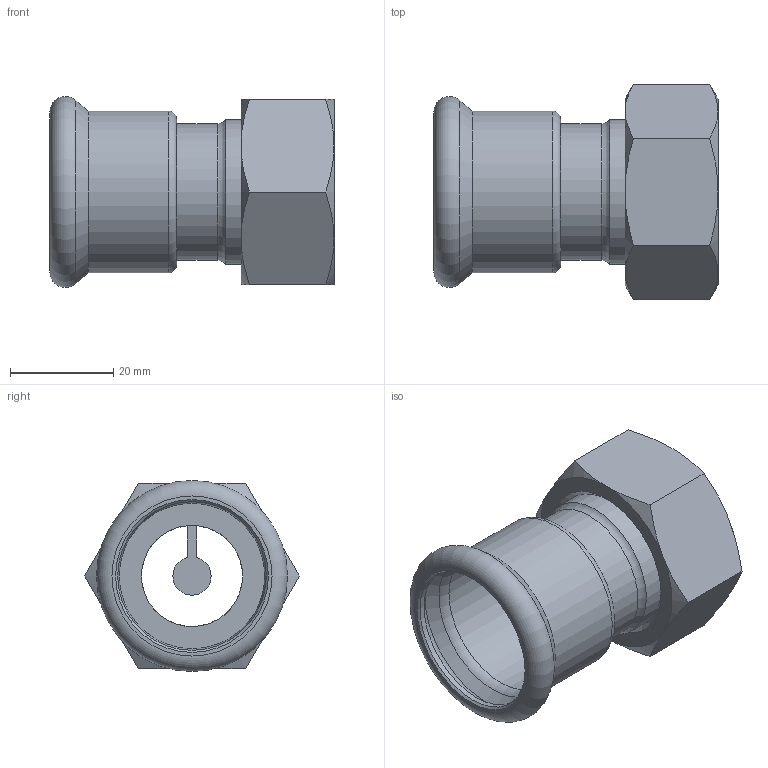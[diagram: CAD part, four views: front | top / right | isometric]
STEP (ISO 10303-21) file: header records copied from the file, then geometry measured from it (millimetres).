
FILE_DESCRIPTION(/* description */ (''),/* implementation_level */ '2;1');
FILE_NAME(/* name */ '35046.stp',/* time_stamp */ '2014-04-01T20:47:34+02:00',/* author */ ('bruh'),/* organization */ (''),/* preprocessor_version */ 'ST-DEVELOPER v15.2',/* originating_system */ 'Autodesk Inventor 2014',/* authorisation */ '');
FILE_SCHEMA (('AUTOMOTIVE_DESIGN { 1 0 10303 214 3 1 1 }'));
Length unit declared in the file: millimetre
Products named in the file (4): 102325; 101136; 400785; 35046
Bounding box: 55 x 41.57 x 36.99 mm (x, y, z)
Volume: 17392.2 mm3; surface area: 14015.7 mm2
Topology: 2 solids, 2 shells, 50 faces, 107 edges, 64 vertices
Faces by surface type: cone 18, plane 16, cylinder 10, torus 6
Full cylindrical faces by diameter (mm): 19.6 x1, 26.5 x1, 28 x2, 28.1 x1, 28.2 x1, 28.8 x1, 30.291 x1, 31.3 x1
Entity records: 1284 total; most frequent: CARTESIAN_POINT 243, DIRECTION 212, ORIENTED_EDGE 160, AXIS2_PLACEMENT_3D 99, EDGE_CURVE 80, EDGE_LOOP 78, VERTEX_POINT 58, ADVANCED_FACE 50
